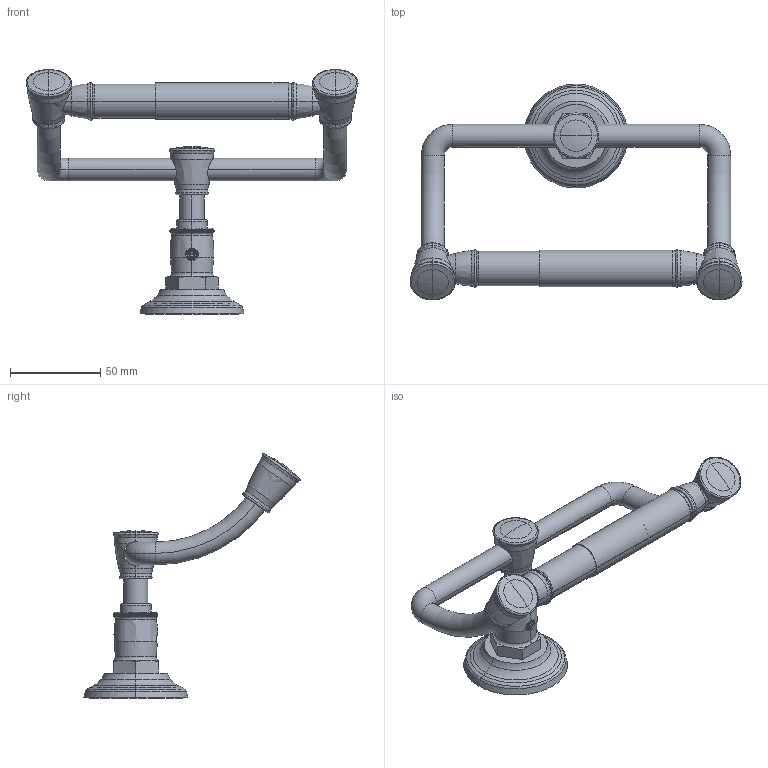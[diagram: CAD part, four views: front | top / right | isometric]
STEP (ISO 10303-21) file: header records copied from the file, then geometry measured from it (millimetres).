
FILE_DESCRIPTION((''),'2;1');
FILE_NAME('40-27_ASM','2016-07-20T',('rsmith'),(''),'PRO/ENGINEER BY PARAMETRIC TECHNOLOGY CORPORATION, 2013150','PRO/ENGINEER BY PARAMETRIC TECHNOLOGY CORPORATION, 2013150','');
FILE_SCHEMA(('CONFIG_CONTROL_DESIGN'));
Length unit declared in the file: inch
Products named in the file (18): 40553; 6XXB; 40529; 92031; 40541; 40543; 7-713_ASM; 40542; 7-718_ASM; 92489; 40531; 91298; 10452; 10453; 2-184_20-29_ASM; 92125; 91577; 40-27_ASM
Assembly tree (21 placements, depth 3):
  40-27_ASM
    40553
    6XXB
    40529
    92031
    7-713_ASM
      40541
      40543
    7-718_ASM
      40542
      40543
    92489
    40531  x2
    91298
    2-184_20-29_ASM
      10452
      10453
    92125  x2
    91577  x2
Bounding box: 184.26 x 120.04 x 135.9 mm (x, y, z)
Volume: 100741.4 mm3; surface area: 103256.9 mm2
Topology: 18 solids, 30 shells, 1233 faces, 3011 edges, 1908 vertices
Faces by surface type: plane 436, cylinder 299, bspline 198, cone 166, torus 126, revolution 8
Entity records: 53830 total; most frequent: CARTESIAN_POINT 29787, ORIENTED_EDGE 4925, DIRECTION 4464, EDGE_CURVE 2591, AXIS2_PLACEMENT_3D 1755, VERTEX_POINT 1659, EDGE_LOOP 1303, FACE_OUTER_BOUND 1070
